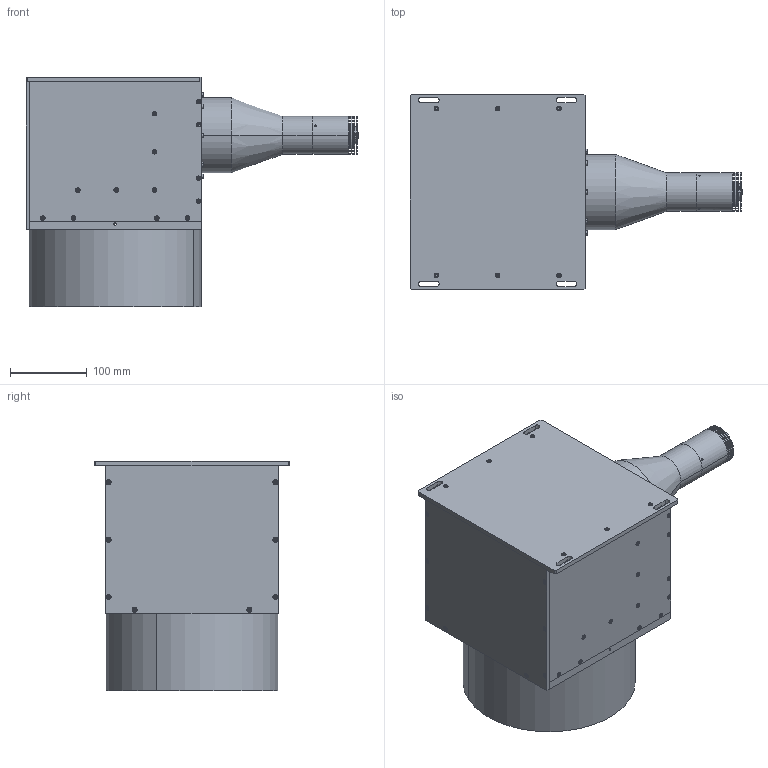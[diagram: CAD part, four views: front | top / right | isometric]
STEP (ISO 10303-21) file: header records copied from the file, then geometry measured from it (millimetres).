
FILE_DESCRIPTION (( 'STEP AP203' ), '1' );
FILE_NAME ('XF-PTI195-L90-(C) V6.STEP', '2022-10-10T08:38:41', ( '' ), ( '' ), 'SwSTEP 2.0', 'SolidWorks 2018', '' );
FILE_SCHEMA (( 'CONFIG_CONTROL_DESIGN' ));
Length unit declared in the file: millimetre
Products named in the file (1): XF-PTI195-L90-(C) V6
Bounding box: 433.78 x 255 x 300 mm (x, y, z)
Surface area: 507680.7 mm2 (no closed solid volume)
Topology: 0 solids, 97 shells, 596 faces, 2012 edges, 1453 vertices
Faces by surface type: plane 278, cylinder 156, torus 84, cone 76, sphere 2
Entity records: 21940 total; most frequent: CARTESIAN_POINT 4392, DIRECTION 3903, ORIENTED_EDGE 2902, EDGE_CURVE 1958, VERTEX_POINT 1453, AXIS2_PLACEMENT_3D 1366, LINE 1171, VECTOR 1171
